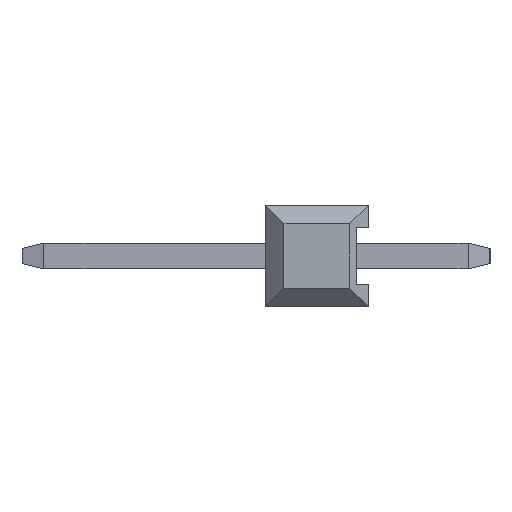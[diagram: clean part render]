
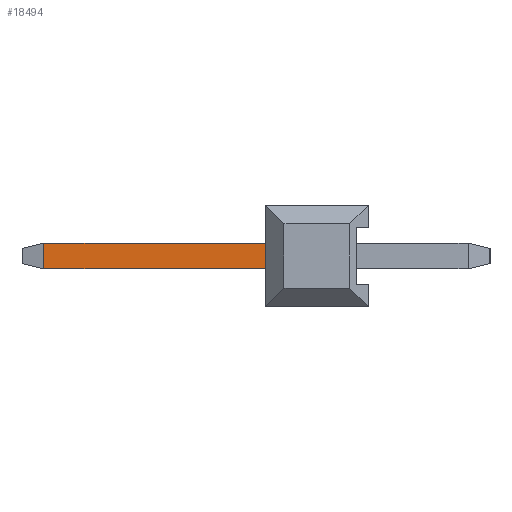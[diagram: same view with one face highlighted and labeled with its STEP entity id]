
A CAD part, left-side view. The second image highlights one B-rep face of the part: STEP entity #18494.
In plain terms, the highlighted planar face has unit normal (-1, 0, 0).
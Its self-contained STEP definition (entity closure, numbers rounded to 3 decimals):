
#503 = EDGE_CURVE ( 'NONE', #15243, #15244, #20987, .T. ) ;
#5317 = EDGE_CURVE ( 'NONE', #15271, #15243, #19949, .T. ) ;
#5319 = EDGE_CURVE ( 'NONE', #15273, #15271, #19955, .T. ) ;
#5320 = EDGE_CURVE ( 'NONE', #15273, #15244, #19958, .T. ) ;
#14026 = VECTOR ( 'NONE', #20991, 1000. ) ;
#14627 = ORIENTED_EDGE ( 'NONE', *, *, #503, .T. ) ;
#14628 = ORIENTED_EDGE ( 'NONE', *, *, #5319, .T. ) ;
#14629 = ORIENTED_EDGE ( 'NONE', *, *, #5317, .T. ) ;
#14630 = ORIENTED_EDGE ( 'NONE', *, *, #5320, .F. ) ;
#15243 = VERTEX_POINT ( 'NONE', #21778 ) ;
#15244 = VERTEX_POINT ( 'NONE', #21779 ) ;
#15271 = VERTEX_POINT ( 'NONE', #21821 ) ;
#15273 = VERTEX_POINT ( 'NONE', #21825 ) ;
#15615 = PLANE ( 'NONE',  #22904 ) ;
#15617 = CARTESIAN_POINT ( 'NONE',  ( -0.32, 8.54, 0.32 ) ) ;
#15618 = DIRECTION ( 'NONE',  ( -1., 0., 0. ) ) ;
#15619 = DIRECTION ( 'NONE',  ( 0., 0., 1. ) ) ;
#18125 = VECTOR ( 'NONE', #19960, 1000. ) ;
#18126 = VECTOR ( 'NONE', #19957, 1000. ) ;
#18130 = VECTOR ( 'NONE', #19951, 1000. ) ;
#18494 = ADVANCED_FACE ( 'NONE', ( #22898 ), #15615, .T. ) ;
#19949 = LINE ( 'NONE', #19950, #18130 ) ;
#19950 = CARTESIAN_POINT ( 'NONE',  ( -0.32, 8.54, -0.32 ) ) ;
#19951 = DIRECTION ( 'NONE',  ( 0., -1., 0. ) ) ;
#19955 = LINE ( 'NONE', #19956, #18126 ) ;
#19956 = CARTESIAN_POINT ( 'NONE',  ( -0.32, 7.999, 0.32 ) ) ;
#19957 = DIRECTION ( 'NONE',  ( 0., 0., -1. ) ) ;
#19958 = LINE ( 'NONE', #19959, #18125 ) ;
#19959 = CARTESIAN_POINT ( 'NONE',  ( -0.32, 8.54, 0.32 ) ) ;
#19960 = DIRECTION ( 'NONE',  ( 0., -1., 0. ) ) ;
#20987 = LINE ( 'NONE', #20990, #14026 ) ;
#20990 = CARTESIAN_POINT ( 'NONE',  ( -0.32, 2.54, -0.32 ) ) ;
#20991 = DIRECTION ( 'NONE',  ( 0., 0., 1. ) ) ;
#21778 = CARTESIAN_POINT ( 'NONE',  ( -0.32, 2.54, -0.32 ) ) ;
#21779 = CARTESIAN_POINT ( 'NONE',  ( -0.32, 2.54, 0.32 ) ) ;
#21821 = CARTESIAN_POINT ( 'NONE',  ( -0.32, 7.999, -0.32 ) ) ;
#21825 = CARTESIAN_POINT ( 'NONE',  ( -0.32, 7.999, 0.32 ) ) ;
#22898 = FACE_OUTER_BOUND ( 'NONE', #26674, .T. ) ;
#22904 = AXIS2_PLACEMENT_3D ( 'NONE', #15617, #15618, #15619 ) ;
#26674 = EDGE_LOOP ( 'NONE', ( #14630, #14628, #14629, #14627 ) ) ;
